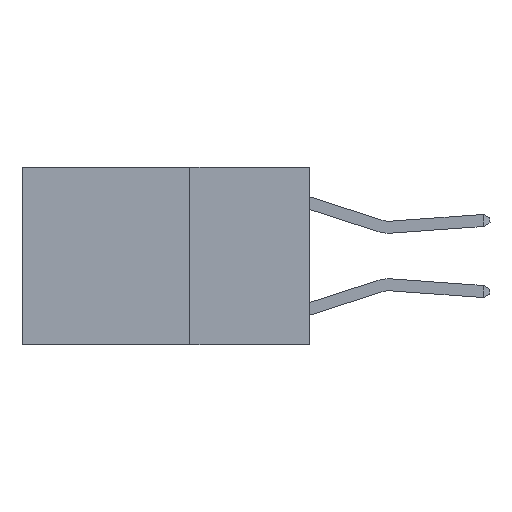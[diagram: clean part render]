
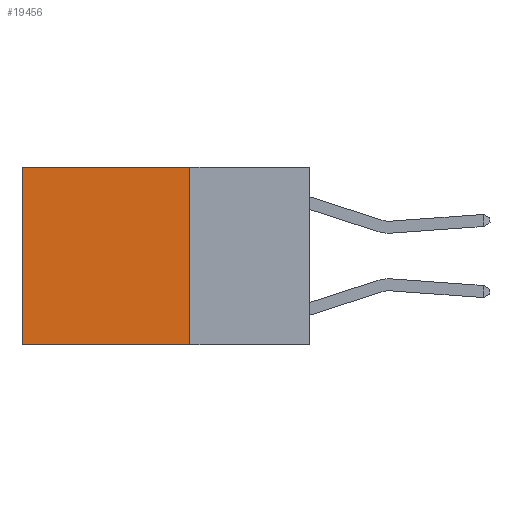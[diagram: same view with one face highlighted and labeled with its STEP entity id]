
A CAD part, left-side view. The second image highlights one B-rep face of the part: STEP entity #19456.
In plain terms, the highlighted planar face has unit normal (-1, 0, 0).
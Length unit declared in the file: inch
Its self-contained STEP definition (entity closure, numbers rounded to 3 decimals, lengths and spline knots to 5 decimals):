
#46 = ORIENTED_EDGE ( 'NONE', *, *, #19135, .T. ) ;
#702 = DIRECTION ( 'NONE',  ( 1., 0., 0. ) ) ;
#1096 = VECTOR ( 'NONE', #19006, 39.37008 ) ;
#1558 = LINE ( 'NONE', #15271, #17532 ) ;
#2079 = CARTESIAN_POINT ( 'NONE',  ( 0.2625, 0.25, -0.37 ) ) ;
#2501 = AXIS2_PLACEMENT_3D ( 'NONE', #11306, #702, #12971 ) ;
#2931 = EDGE_CURVE ( 'NONE', #11313, #19436, #16330, .T. ) ;
#3040 = CARTESIAN_POINT ( 'NONE',  ( 0.2625, 0.25, 0. ) ) ;
#4301 = LINE ( 'NONE', #11441, #10720 ) ;
#4562 = VECTOR ( 'NONE', #14948, 39.37008 ) ;
#5898 = VERTEX_POINT ( 'NONE', #2079 ) ;
#6265 = EDGE_CURVE ( 'NONE', #5898, #8742, #18150, .T. ) ;
#6758 = ORIENTED_EDGE ( 'NONE', *, *, #6265, .F. ) ;
#7712 = CARTESIAN_POINT ( 'NONE',  ( 0.2625, 0.6, -0.37 ) ) ;
#8742 = VERTEX_POINT ( 'NONE', #7712 ) ;
#9061 = DIRECTION ( 'NONE',  ( 0., 0., -1. ) ) ;
#9071 = EDGE_CURVE ( 'NONE', #11313, #5898, #4301, .T. ) ;
#10720 = VECTOR ( 'NONE', #15994, 39.37008 ) ;
#10861 = ORIENTED_EDGE ( 'NONE', *, *, #9071, .F. ) ;
#11306 = CARTESIAN_POINT ( 'NONE',  ( 0.2625, 0.25, 0. ) ) ;
#11313 = VERTEX_POINT ( 'NONE', #3040 ) ;
#11441 = CARTESIAN_POINT ( 'NONE',  ( 0.2625, 0.25, 0. ) ) ;
#12047 = CARTESIAN_POINT ( 'NONE',  ( 0.2625, 0.25, -0.37 ) ) ;
#12971 = DIRECTION ( 'NONE',  ( 0., 0., -1. ) ) ;
#13009 = ORIENTED_EDGE ( 'NONE', *, *, #2931, .T. ) ;
#13061 = CARTESIAN_POINT ( 'NONE',  ( 0.2625, 0.25, 0. ) ) ;
#14348 = PLANE ( 'NONE',  #2501 ) ;
#14870 = FACE_OUTER_BOUND ( 'NONE', #18491, .T. ) ;
#14948 = DIRECTION ( 'NONE',  ( 0., 1., 0. ) ) ;
#15271 = CARTESIAN_POINT ( 'NONE',  ( 0.2625, 0.6, 0. ) ) ;
#15994 = DIRECTION ( 'NONE',  ( 0., 0., -1. ) ) ;
#16330 = LINE ( 'NONE', #13061, #1096 ) ;
#17434 = CARTESIAN_POINT ( 'NONE',  ( 0.2625, 0.6, 0. ) ) ;
#17532 = VECTOR ( 'NONE', #9061, 39.37008 ) ;
#18150 = LINE ( 'NONE', #12047, #4562 ) ;
#18491 = EDGE_LOOP ( 'NONE', ( #46, #6758, #10861, #13009 ) ) ;
#19006 = DIRECTION ( 'NONE',  ( 0., 1., 0. ) ) ;
#19135 = EDGE_CURVE ( 'NONE', #19436, #8742, #1558, .T. ) ;
#19436 = VERTEX_POINT ( 'NONE', #17434 ) ;
#19456 = ADVANCED_FACE ( 'NONE', ( #14870 ), #14348, .F. ) ;
